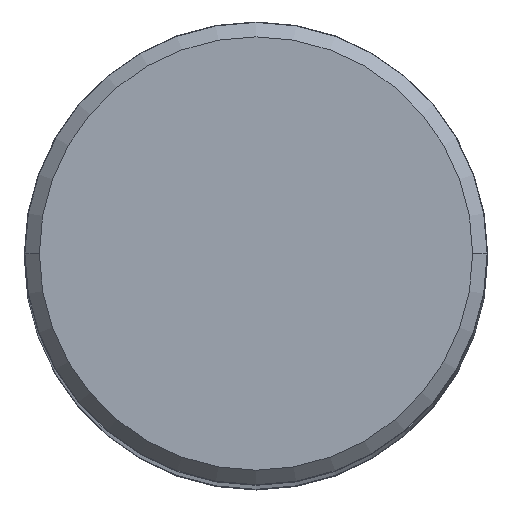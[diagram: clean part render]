
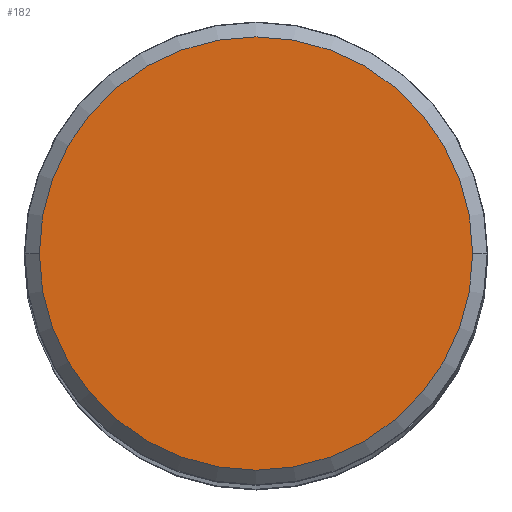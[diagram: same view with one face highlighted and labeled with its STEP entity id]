
A CAD part, top view. The second image highlights one B-rep face of the part: STEP entity #182.
In plain terms, the highlighted planar face has unit normal (0, 0, 1).
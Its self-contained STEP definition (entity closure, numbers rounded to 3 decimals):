
#125=FACE_OUTER_BOUND('',#249,.T.);
#182=ADVANCED_FACE('',(#125),#212,.F.);
#212=PLANE('',#1110);
#249=EDGE_LOOP('',(#399,#400));
#399=ORIENTED_EDGE('',*,*,#645,.T.);
#400=ORIENTED_EDGE('',*,*,#646,.T.);
#551=VERTEX_POINT('',#1754);
#552=VERTEX_POINT('',#1755);
#645=EDGE_CURVE('',#551,#552,#760,.T.);
#646=EDGE_CURVE('',#552,#551,#761,.T.);
#760=CIRCLE('',#1108,14.965);
#761=CIRCLE('',#1109,14.965);
#1108=AXIS2_PLACEMENT_3D('',#1753,#1384,#1385);
#1109=AXIS2_PLACEMENT_3D('',#1756,#1386,#1387);
#1110=AXIS2_PLACEMENT_3D('',#1757,#1388,#1389);
#1384=DIRECTION('',(0.,0.,1.));
#1385=DIRECTION('',(-1.,0.,0.));
#1386=DIRECTION('',(0.,0.,1.));
#1387=DIRECTION('',(1.,0.,0.));
#1388=DIRECTION('',(0.,0.,-1.));
#1389=DIRECTION('',(1.,0.,0.));
#1753=CARTESIAN_POINT('',(0.,0.,0.));
#1754=CARTESIAN_POINT('',(-14.965,0.,0.));
#1755=CARTESIAN_POINT('',(14.965,0.,0.));
#1756=CARTESIAN_POINT('',(0.,0.,0.));
#1757=CARTESIAN_POINT('',(0.,0.,0.));
